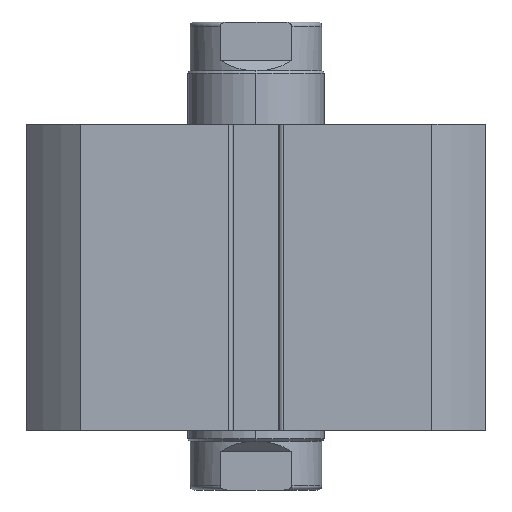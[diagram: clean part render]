
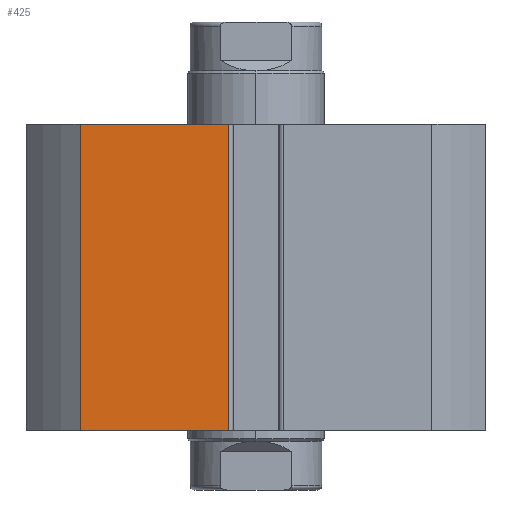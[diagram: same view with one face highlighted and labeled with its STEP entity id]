
A CAD part, front view. The second image highlights one B-rep face of the part: STEP entity #425.
In plain terms, the highlighted planar face has unit normal (0, -1, 0).
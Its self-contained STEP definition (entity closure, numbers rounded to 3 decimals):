
#425 = ADVANCED_FACE ( 'NONE', ( #3862 ), #1187, .F. ) ;
#1085 = DIRECTION ( 'NONE',  ( 0., 0., 1. ) ) ;
#1154 = CARTESIAN_POINT ( 'NONE',  ( -3.2, -27., 36. ) ) ;
#1159 = CARTESIAN_POINT ( 'NONE',  ( -20.664, -27., 36. ) ) ;
#1187 = PLANE ( 'NONE',  #6397 ) ;
#1192 = CARTESIAN_POINT ( 'NONE',  ( -3.2, -27., 0. ) ) ;
#1271 = DIRECTION ( 'NONE',  ( 0., 1., 0. ) ) ;
#1272 = DIRECTION ( 'NONE',  ( 0., 0., 1. ) ) ;
#1316 = CARTESIAN_POINT ( 'NONE',  ( -27., -27., 36. ) ) ;
#1433 = CARTESIAN_POINT ( 'NONE',  ( -20.664, -27., 0. ) ) ;
#1575 = CARTESIAN_POINT ( 'NONE',  ( -20.664, -27., 0. ) ) ;
#1808 = EDGE_CURVE ( 'NONE', #4079, #4042, #1816, .T. ) ;
#1816 = LINE ( 'NONE', #1433, #1829 ) ;
#1829 = VECTOR ( 'NONE', #1085, 1000. ) ;
#1985 = LINE ( 'NONE', #7567, #1986 ) ;
#1986 = VECTOR ( 'NONE', #7568, 1000. ) ;
#2324 = LINE ( 'NONE', #5427, #2326 ) ;
#2326 = VECTOR ( 'NONE', #5432, 1000. ) ;
#2677 = LINE ( 'NONE', #5087, #2684 ) ;
#2684 = VECTOR ( 'NONE', #5088, 1000. ) ;
#3298 = EDGE_LOOP ( 'NONE', ( #7361, #7295, #7338, #7252 ) ) ;
#3862 = FACE_OUTER_BOUND ( 'NONE', #3298, .T. ) ;
#4020 = VERTEX_POINT ( 'NONE', #1192 ) ;
#4042 = VERTEX_POINT ( 'NONE', #1159 ) ;
#4057 = VERTEX_POINT ( 'NONE', #1154 ) ;
#4079 = VERTEX_POINT ( 'NONE', #1575 ) ;
#5087 = CARTESIAN_POINT ( 'NONE',  ( -3.2, -27., 36. ) ) ;
#5088 = DIRECTION ( 'NONE',  ( 0., 0., 1. ) ) ;
#5427 = CARTESIAN_POINT ( 'NONE',  ( -27., -27., 36. ) ) ;
#5432 = DIRECTION ( 'NONE',  ( 1., 0., 0. ) ) ;
#6140 = EDGE_CURVE ( 'NONE', #4079, #4020, #1985, .T. ) ;
#6397 = AXIS2_PLACEMENT_3D ( 'NONE', #1316, #1271, #1272 ) ;
#6949 = EDGE_CURVE ( 'NONE', #4042, #4057, #2324, .T. ) ;
#7177 = EDGE_CURVE ( 'NONE', #4020, #4057, #2677, .T. ) ;
#7252 = ORIENTED_EDGE ( 'NONE', *, *, #6949, .F. ) ;
#7295 = ORIENTED_EDGE ( 'NONE', *, *, #6140, .T. ) ;
#7338 = ORIENTED_EDGE ( 'NONE', *, *, #7177, .T. ) ;
#7361 = ORIENTED_EDGE ( 'NONE', *, *, #1808, .F. ) ;
#7567 = CARTESIAN_POINT ( 'NONE',  ( -27., -27., 0. ) ) ;
#7568 = DIRECTION ( 'NONE',  ( 1., 0., 0. ) ) ;
